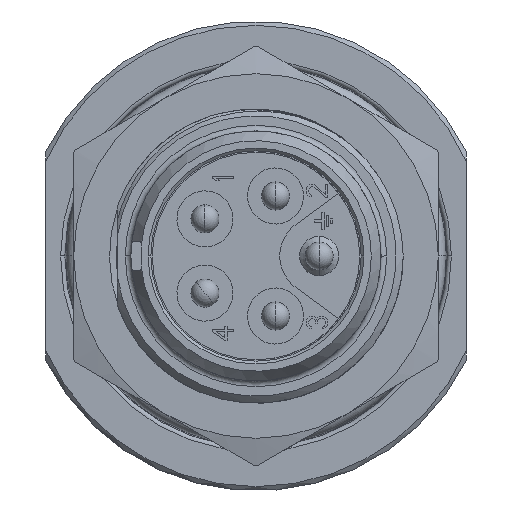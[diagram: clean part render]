
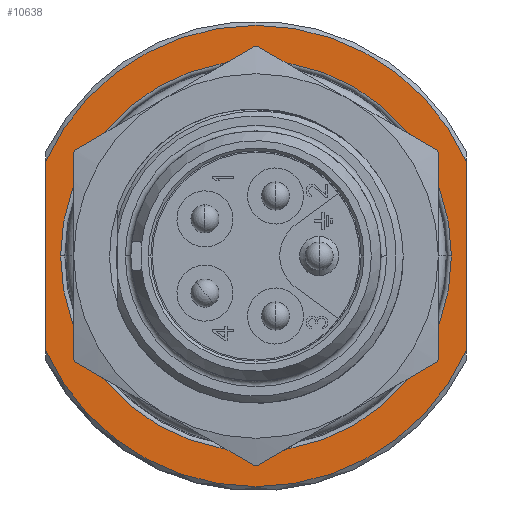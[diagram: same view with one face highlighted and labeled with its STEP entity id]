
A CAD part, left-side view. The second image highlights one B-rep face of the part: STEP entity #10638.
In plain terms, the highlighted planar face has unit normal (-1, 0, 0).
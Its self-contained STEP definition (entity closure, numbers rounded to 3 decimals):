
#111=CARTESIAN_POINT('',(20.5,15.274,-16.75));
#112=DIRECTION('',(-1.,0.,0.));
#113=DIRECTION('',(0.,0.912,-0.411));
#114=AXIS2_PLACEMENT_3D('',#111,#112,#113);
#135=DIRECTION('',(0.,0.,1.));
#136=VECTOR('',#135,13.506);
#137=CARTESIAN_POINT('',(20.5,30.274,-23.503));
#138=LINE('898',#137,#136);
#139=DIRECTION('',(0.,0.,-1.));
#140=VECTOR('',#139,13.506);
#141=CARTESIAN_POINT('',(20.5,0.274,-9.997));
#142=LINE('897',#141,#140);
#143=CARTESIAN_POINT('',(20.5,15.274,-16.75));
#144=DIRECTION('',(1.,0.,0.));
#145=DIRECTION('',(0.,0.912,0.411));
#146=AXIS2_PLACEMENT_3D('',#143,#144,#145);
#167=CARTESIAN_POINT('',(20.5,15.274,-16.75));
#168=DIRECTION('',(1.,0.,0.));
#169=DIRECTION('',(0.,1.,0.));
#170=AXIS2_PLACEMENT_3D('',#167,#168,#169);
#182=CARTESIAN_POINT('',(20.5,15.274,-16.75));
#183=DIRECTION('',(1.,0.,0.));
#184=DIRECTION('',(0.,-1.,0.));
#185=AXIS2_PLACEMENT_3D('',#182,#183,#184);
#9106=CARTESIAN_POINT('',(20.5,29.212,-16.75));
#9107=CARTESIAN_POINT('',(20.5,1.335,-16.75));
#9108=VERTEX_POINT('',#9106);
#9109=VERTEX_POINT('',#9107);
#9158=CARTESIAN_POINT('',(20.5,30.274,-9.997));
#9159=CARTESIAN_POINT('',(20.5,0.274,-9.997));
#9160=VERTEX_POINT('',#9158);
#9161=VERTEX_POINT('',#9159);
#9174=CARTESIAN_POINT('',(20.5,30.274,-23.503));
#9175=CARTESIAN_POINT('',(20.5,0.274,-23.503));
#9176=VERTEX_POINT('',#9174);
#9177=VERTEX_POINT('',#9175);
#10620=CARTESIAN_POINT('',(20.5,15.274,-16.75));
#10621=DIRECTION('',(1.,0.,0.));
#10622=DIRECTION('',(0.,-1.,0.));
#10623=AXIS2_PLACEMENT_3D('',#10620,#10621,#10622);
#10624=PLANE('247',#10623);
#10625=ORIENTED_EDGE('898',*,*,#10521,.T.);
#10627=ORIENTED_EDGE('879',*,*,#10626,.T.);
#10628=ORIENTED_EDGE('897',*,*,#10572,.T.);
#10629=ORIENTED_EDGE('889',*,*,#10612,.F.);
#10630=EDGE_LOOP('247',(#10625,#10627,#10628,#10629));
#10631=FACE_OUTER_BOUND('247',#10630,.F.);
#10633=ORIENTED_EDGE('837',*,*,#10632,.F.);
#10635=ORIENTED_EDGE('839',*,*,#10634,.F.);
#10636=EDGE_LOOP('247',(#10633,#10635));
#10637=FACE_BOUND('247',#10636,.F.);
#115=CIRCLE('889',#114,16.45);
#147=CIRCLE('879',#146,16.45);
#171=CIRCLE('837',#170,13.939);
#186=CIRCLE('839',#185,13.939);
#10521=EDGE_CURVE('898',#9176,#9160,#138,.T.);
#10572=EDGE_CURVE('897',#9161,#9177,#142,.T.);
#10612=EDGE_CURVE('889',#9176,#9177,#115,.T.);
#10626=EDGE_CURVE('879',#9160,#9161,#147,.T.);
#10632=EDGE_CURVE('837',#9108,#9109,#171,.T.);
#10634=EDGE_CURVE('839',#9109,#9108,#186,.T.);
#10638=ADVANCED_FACE('247',(#10631,#10637),#10624,.F.);
